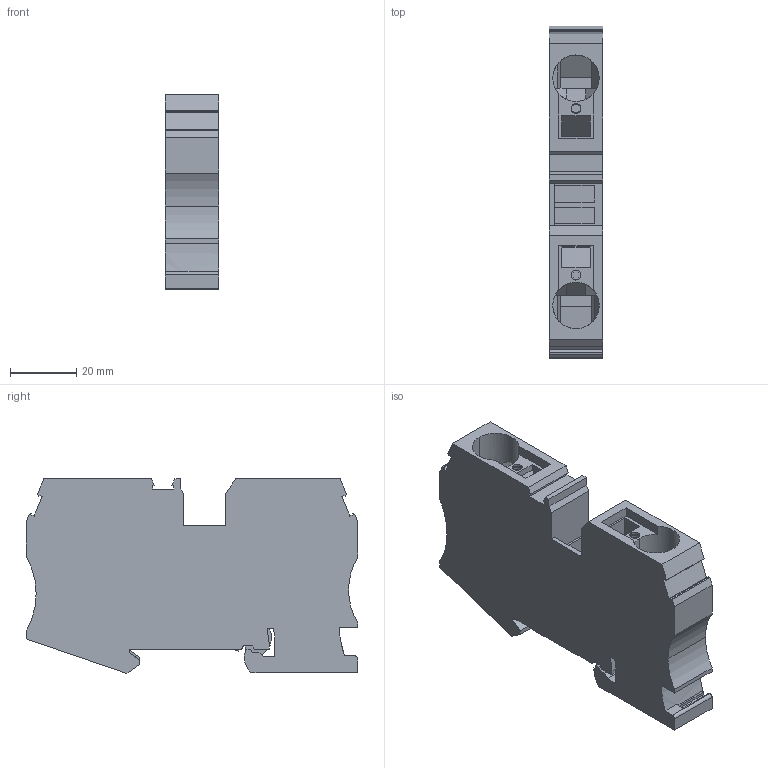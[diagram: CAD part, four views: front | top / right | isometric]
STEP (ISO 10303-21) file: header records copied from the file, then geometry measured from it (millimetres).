
FILE_DESCRIPTION(('STEP AP214'),'1');
FILE_NAME('cctmp_B72CA33E-0FAC-48A9-943E-BA85B8961DD5_2023_07_24_21_36_34_0534..stp','2023-07-24T19:36:35',('SIEMENS A&D'),('CADClick - www.CADClick.com'),'Spatial InterOp 3D postprocessed',' ','unknown authorization');
FILE_SCHEMA(('AUTOMOTIVE_DESIGN'));
Length unit declared in the file: millimetre
Products named in the file (1): 2023_07_24_21_36_34_0518
Bounding box: 16 x 99.9 x 58.66 mm (x, y, z)
Volume: 68439.4 mm3; surface area: 21140.2 mm2
Topology: 1 solids, 1 shells, 229 faces, 644 edges, 425 vertices
Faces by surface type: plane 169, cylinder 52, cone 8
Entity records: 8088 total; most frequent: CARTESIAN_POINT 1299, ORIENTED_EDGE 1288, DIRECTION 1240, EDGE_CURVE 644, LINE 508, VECTOR 508, VERTEX_POINT 425, AXIS2_PLACEMENT_3D 366
